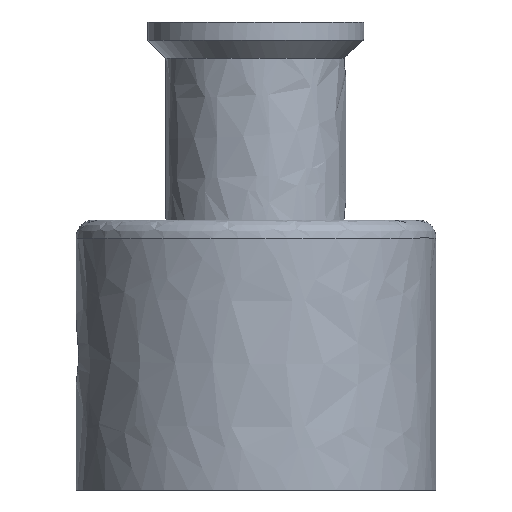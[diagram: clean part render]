
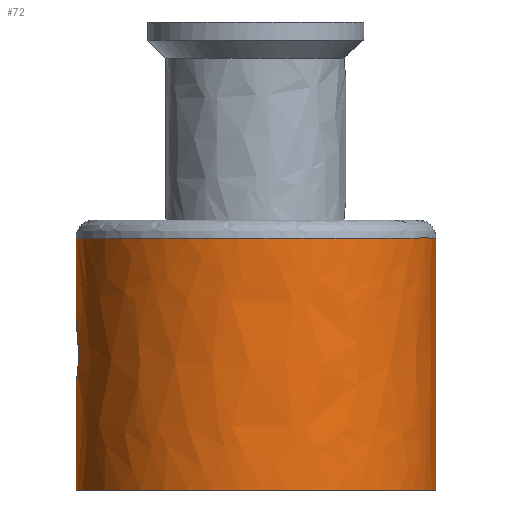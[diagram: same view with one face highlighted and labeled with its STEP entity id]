
A CAD part, front view. The second image highlights one B-rep face of the part: STEP entity #72.
In plain terms, the highlighted free-form (B-spline) face has degree [2, 1] with [5, 2] control points.
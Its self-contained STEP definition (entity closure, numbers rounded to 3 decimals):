
#72=ADVANCED_FACE('',(#141),#1045,.T.);
#141=FACE_OUTER_BOUND('',#210,.T.);
#210=EDGE_LOOP('',(#517,#518,#519,#520,#521,#522,#523));
#517=ORIENTED_EDGE('',*,*,#714,.T.);
#518=ORIENTED_EDGE('',*,*,#567,.T.);
#519=ORIENTED_EDGE('',*,*,#710,.F.);
#520=ORIENTED_EDGE('',*,*,#713,.F.);
#521=ORIENTED_EDGE('',*,*,#568,.T.);
#522=ORIENTED_EDGE('',*,*,#570,.T.);
#523=ORIENTED_EDGE('',*,*,#712,.F.);
#567=EDGE_CURVE('',#909,#901,#828,.T.);
#568=EDGE_CURVE('',#910,#911,#732,.T.);
#570=EDGE_CURVE('',#911,#996,#734,.T.);
#710=EDGE_CURVE('',#993,#901,#888,.T.);
#712=EDGE_CURVE('',#995,#996,#890,.T.);
#713=EDGE_CURVE('',#910,#993,#891,.T.);
#714=EDGE_CURVE('',#995,#909,#892,.T.);
#732=B_SPLINE_CURVE_WITH_KNOTS('',3,(#2732,#2733,#2734,#2735),
 .UNSPECIFIED.,.F.,.F.,(4,4),(0.,1.602),.UNSPECIFIED.);
#734=B_SPLINE_CURVE_WITH_KNOTS('',3,(#2740,#2741,#2742,#2743,#2744,#2745,
#2746,#2747,#2748,#2749,#2750),.UNSPECIFIED.,.F.,.F.,(4,2,3,2,4),(0.,0.957,
1.915,2.873,3.831),.UNSPECIFIED.);
#828=(
BOUNDED_CURVE()
B_SPLINE_CURVE(1,(#2730,#2731),.UNSPECIFIED.,.F.,.F.)
B_SPLINE_CURVE_WITH_KNOTS((2,2),(0.,14.),.UNSPECIFIED.)
CURVE()
GEOMETRIC_REPRESENTATION_ITEM()
RATIONAL_B_SPLINE_CURVE((1.,1.))
REPRESENTATION_ITEM('')
);
#888=(
BOUNDED_CURVE()
B_SPLINE_CURVE(2,(#3346,#3347,#3348,#3349,#3350),.UNSPECIFIED.,.F.,.F.)
B_SPLINE_CURVE_WITH_KNOTS((3,2,3),(28.274,42.41,56.547),
 .UNSPECIFIED.)
CURVE()
GEOMETRIC_REPRESENTATION_ITEM()
RATIONAL_B_SPLINE_CURVE((1.,0.707,1.,0.707,1.))
REPRESENTATION_ITEM('')
);
#890=(
BOUNDED_CURVE()
B_SPLINE_CURVE(1,(#3376,#3377),.UNSPECIFIED.,.F.,.F.)
B_SPLINE_CURVE_WITH_KNOTS((2,2),(0.,5.9),.UNSPECIFIED.)
CURVE()
GEOMETRIC_REPRESENTATION_ITEM()
RATIONAL_B_SPLINE_CURVE((1.,1.))
REPRESENTATION_ITEM('')
);
#891=(
BOUNDED_CURVE()
B_SPLINE_CURVE(1,(#3378,#3379),.UNSPECIFIED.,.F.,.F.)
B_SPLINE_CURVE_WITH_KNOTS((2,2),(9.763,14.),.UNSPECIFIED.)
CURVE()
GEOMETRIC_REPRESENTATION_ITEM()
RATIONAL_B_SPLINE_CURVE((1.,1.))
REPRESENTATION_ITEM('')
);
#892=(
BOUNDED_CURVE()
B_SPLINE_CURVE(2,(#3380,#3381,#3382,#3383,#3384),.UNSPECIFIED.,.F.,.F.)
B_SPLINE_CURVE_WITH_KNOTS((3,2,3),(31.416,47.124,62.832),
 .UNSPECIFIED.)
CURVE()
GEOMETRIC_REPRESENTATION_ITEM()
RATIONAL_B_SPLINE_CURVE((1.,0.707,1.,0.707,1.))
REPRESENTATION_ITEM('')
);
#901=VERTEX_POINT('',#2529);
#909=VERTEX_POINT('',#2537);
#910=VERTEX_POINT('',#2538);
#911=VERTEX_POINT('',#2539);
#993=VERTEX_POINT('',#2621);
#995=VERTEX_POINT('',#2623);
#996=VERTEX_POINT('',#2624);
#1045=(
BOUNDED_SURFACE()
B_SPLINE_SURFACE(2,1,((#2476,#2477),(#2478,#2479),(#2480,#2481),(#2482,
#2483),(#2484,#2485)),.UNSPECIFIED.,.F.,.F.,.F.)
B_SPLINE_SURFACE_WITH_KNOTS((3,2,3),(2,2),(31.416,47.124,
62.832),(0.,15.),.UNSPECIFIED.)
GEOMETRIC_REPRESENTATION_ITEM()
RATIONAL_B_SPLINE_SURFACE(((1.,1.),(0.707,0.707),
(1.,1.),(0.707,0.707),(1.,1.)))
REPRESENTATION_ITEM('')
SURFACE()
);
#2476=CARTESIAN_POINT('',(-10.,0.,0.));
#2477=CARTESIAN_POINT('',(-10.,0.,15.));
#2478=CARTESIAN_POINT('',(-10.,-10.,0.));
#2479=CARTESIAN_POINT('',(-10.,-10.,15.));
#2480=CARTESIAN_POINT('',(0.,-10.,0.));
#2481=CARTESIAN_POINT('',(0.,-10.,15.));
#2482=CARTESIAN_POINT('',(10.,-10.,0.));
#2483=CARTESIAN_POINT('',(10.,-10.,15.));
#2484=CARTESIAN_POINT('',(10.,0.,0.));
#2485=CARTESIAN_POINT('',(10.,0.,15.));
#2529=CARTESIAN_POINT('',(10.,0.,14.));
#2537=CARTESIAN_POINT('',(10.,0.,0.));
#2538=CARTESIAN_POINT('',(-10.,0.,9.763));
#2539=CARTESIAN_POINT('',(-9.936,-1.131,8.631));
#2621=CARTESIAN_POINT('',(-10.,0.,14.));
#2623=CARTESIAN_POINT('',(-10.,0.,0.));
#2624=CARTESIAN_POINT('',(-10.,0.,5.9));
#2730=CARTESIAN_POINT('',(10.,0.,0.));
#2731=CARTESIAN_POINT('',(10.,0.,14.));
#2732=CARTESIAN_POINT('',(-10.,0.,9.763));
#2733=CARTESIAN_POINT('',(-10.,-0.377,9.385));
#2734=CARTESIAN_POINT('',(-9.979,-0.755,9.008));
#2735=CARTESIAN_POINT('',(-9.936,-1.131,8.631));
#2740=CARTESIAN_POINT('',(-9.936,-1.131,8.631));
#2741=CARTESIAN_POINT('',(-9.91,-1.355,8.408));
#2742=CARTESIAN_POINT('',(-9.886,-1.507,8.124));
#2743=CARTESIAN_POINT('',(-9.866,-1.631,7.502));
#2744=CARTESIAN_POINT('',(-9.872,-1.599,7.18));
#2745=CARTESIAN_POINT('',(-9.89,-1.478,6.888));
#2746=CARTESIAN_POINT('',(-9.908,-1.357,6.595));
#2747=CARTESIAN_POINT('',(-9.937,-1.152,6.346));
#2748=CARTESIAN_POINT('',(-9.984,-0.627,5.994));
#2749=CARTESIAN_POINT('',(-10.,-0.317,5.9));
#2750=CARTESIAN_POINT('',(-10.,0.,5.9));
#3346=CARTESIAN_POINT('',(-10.,0.,14.));
#3347=CARTESIAN_POINT('',(-10.,-10.,14.));
#3348=CARTESIAN_POINT('',(0.,-10.,14.));
#3349=CARTESIAN_POINT('',(10.,-10.,14.));
#3350=CARTESIAN_POINT('',(10.,0.,14.));
#3376=CARTESIAN_POINT('',(-10.,0.,0.));
#3377=CARTESIAN_POINT('',(-10.,0.,5.9));
#3378=CARTESIAN_POINT('',(-10.,0.,9.763));
#3379=CARTESIAN_POINT('',(-10.,0.,14.));
#3380=CARTESIAN_POINT('',(-10.,0.,0.));
#3381=CARTESIAN_POINT('',(-10.,-10.,0.));
#3382=CARTESIAN_POINT('',(0.,-10.,0.));
#3383=CARTESIAN_POINT('',(10.,-10.,0.));
#3384=CARTESIAN_POINT('',(10.,0.,0.));
